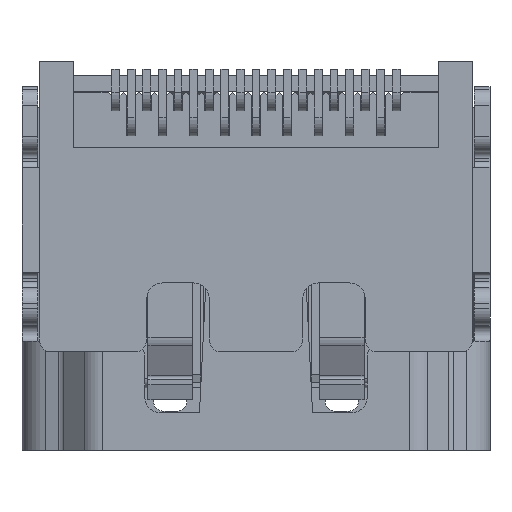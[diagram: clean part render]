
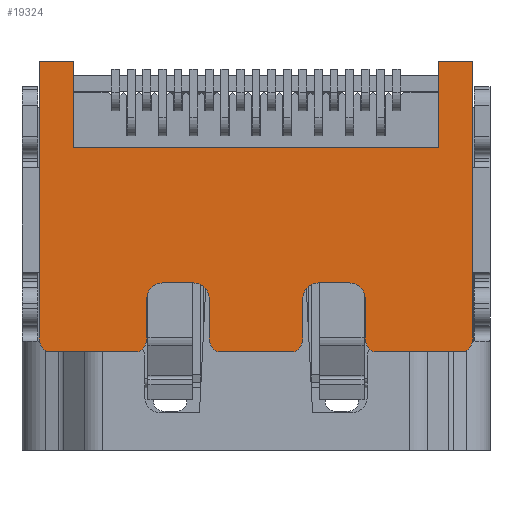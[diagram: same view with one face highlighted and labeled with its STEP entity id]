
A CAD part, front view. The second image highlights one B-rep face of the part: STEP entity #19324.
In plain terms, the highlighted planar face has unit normal (0, -1, 0).
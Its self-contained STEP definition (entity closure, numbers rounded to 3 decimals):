
#582=CIRCLE('',#20661,0.5);
#583=CIRCLE('',#20662,0.5);
#584=CIRCLE('',#20663,0.5);
#585=CIRCLE('',#20664,0.5);
#586=CIRCLE('',#20665,0.5);
#587=CIRCLE('',#20666,0.5);
#588=CIRCLE('',#20667,0.5);
#589=CIRCLE('',#20668,0.5);
#590=CIRCLE('',#20669,0.5);
#591=CIRCLE('',#20670,0.5);
#4001=ORIENTED_EDGE('',*,*,#8058,.F.);
#4002=ORIENTED_EDGE('',*,*,#8057,.T.);
#4003=ORIENTED_EDGE('',*,*,#8059,.T.);
#4004=ORIENTED_EDGE('',*,*,#8060,.F.);
#4005=ORIENTED_EDGE('',*,*,#8061,.F.);
#4006=ORIENTED_EDGE('',*,*,#8062,.F.);
#4007=ORIENTED_EDGE('',*,*,#8063,.F.);
#4008=ORIENTED_EDGE('',*,*,#8064,.T.);
#4009=ORIENTED_EDGE('',*,*,#8065,.F.);
#4010=ORIENTED_EDGE('',*,*,#8066,.T.);
#4011=ORIENTED_EDGE('',*,*,#8067,.F.);
#4012=ORIENTED_EDGE('',*,*,#8068,.F.);
#4013=ORIENTED_EDGE('',*,*,#8069,.F.);
#4014=ORIENTED_EDGE('',*,*,#8070,.F.);
#4015=ORIENTED_EDGE('',*,*,#8071,.F.);
#4016=ORIENTED_EDGE('',*,*,#8072,.T.);
#4017=ORIENTED_EDGE('',*,*,#8073,.F.);
#4018=ORIENTED_EDGE('',*,*,#8074,.T.);
#4019=ORIENTED_EDGE('',*,*,#8075,.F.);
#4020=ORIENTED_EDGE('',*,*,#8076,.F.);
#4021=ORIENTED_EDGE('',*,*,#8077,.F.);
#4022=ORIENTED_EDGE('',*,*,#8078,.F.);
#4023=ORIENTED_EDGE('',*,*,#8079,.F.);
#4024=ORIENTED_EDGE('',*,*,#8080,.T.);
#4025=ORIENTED_EDGE('',*,*,#8081,.T.);
#4026=ORIENTED_EDGE('',*,*,#8082,.T.);
#8057=EDGE_CURVE('',#10358,#10359,#12470,.T.);
#8058=EDGE_CURVE('',#10358,#10360,#12471,.T.);
#8059=EDGE_CURVE('',#10359,#10361,#12472,.T.);
#8060=EDGE_CURVE('',#10362,#10361,#582,.T.);
#8061=EDGE_CURVE('',#10363,#10362,#12473,.T.);
#8062=EDGE_CURVE('',#10364,#10363,#583,.T.);
#8063=EDGE_CURVE('',#10365,#10364,#12474,.T.);
#8064=EDGE_CURVE('',#10365,#10366,#584,.T.);
#8065=EDGE_CURVE('',#10367,#10366,#12475,.T.);
#8066=EDGE_CURVE('',#10367,#10368,#585,.T.);
#8067=EDGE_CURVE('',#10369,#10368,#12476,.T.);
#8068=EDGE_CURVE('',#10370,#10369,#586,.T.);
#8069=EDGE_CURVE('',#10371,#10370,#12477,.T.);
#8070=EDGE_CURVE('',#10372,#10371,#587,.T.);
#8071=EDGE_CURVE('',#10373,#10372,#12478,.T.);
#8072=EDGE_CURVE('',#10373,#10374,#588,.T.);
#8073=EDGE_CURVE('',#10375,#10374,#12479,.T.);
#8074=EDGE_CURVE('',#10375,#10376,#589,.T.);
#8075=EDGE_CURVE('',#10377,#10376,#12480,.T.);
#8076=EDGE_CURVE('',#10378,#10377,#590,.T.);
#8077=EDGE_CURVE('',#10379,#10378,#12481,.T.);
#8078=EDGE_CURVE('',#10380,#10379,#591,.T.);
#8079=EDGE_CURVE('',#10381,#10380,#12482,.T.);
#8080=EDGE_CURVE('',#10381,#10382,#12483,.T.);
#8081=EDGE_CURVE('',#10382,#10383,#12484,.T.);
#8082=EDGE_CURVE('',#10383,#10360,#12485,.T.);
#10358=VERTEX_POINT('',#29675);
#10359=VERTEX_POINT('',#29677);
#10360=VERTEX_POINT('',#29681);
#10361=VERTEX_POINT('',#29683);
#10362=VERTEX_POINT('',#29685);
#10363=VERTEX_POINT('',#29687);
#10364=VERTEX_POINT('',#29689);
#10365=VERTEX_POINT('',#29691);
#10366=VERTEX_POINT('',#29693);
#10367=VERTEX_POINT('',#29695);
#10368=VERTEX_POINT('',#29697);
#10369=VERTEX_POINT('',#29699);
#10370=VERTEX_POINT('',#29701);
#10371=VERTEX_POINT('',#29703);
#10372=VERTEX_POINT('',#29705);
#10373=VERTEX_POINT('',#29707);
#10374=VERTEX_POINT('',#29709);
#10375=VERTEX_POINT('',#29711);
#10376=VERTEX_POINT('',#29713);
#10377=VERTEX_POINT('',#29715);
#10378=VERTEX_POINT('',#29717);
#10379=VERTEX_POINT('',#29719);
#10380=VERTEX_POINT('',#29721);
#10381=VERTEX_POINT('',#29723);
#10382=VERTEX_POINT('',#29725);
#10383=VERTEX_POINT('',#29727);
#12470=LINE('',#29678,#14915);
#12471=LINE('',#29680,#14916);
#12472=LINE('',#29682,#14917);
#12473=LINE('',#29686,#14918);
#12474=LINE('',#29690,#14919);
#12475=LINE('',#29694,#14920);
#12476=LINE('',#29698,#14921);
#12477=LINE('',#29702,#14922);
#12478=LINE('',#29706,#14923);
#12479=LINE('',#29710,#14924);
#12480=LINE('',#29714,#14925);
#12481=LINE('',#29718,#14926);
#12482=LINE('',#29722,#14927);
#12483=LINE('',#29724,#14928);
#12484=LINE('',#29726,#14929);
#12485=LINE('',#29728,#14930);
#14915=VECTOR('',#24278,1000.);
#14916=VECTOR('',#24281,1000.);
#14917=VECTOR('',#24282,1000.);
#14918=VECTOR('',#24285,1000.);
#14919=VECTOR('',#24288,1000.);
#14920=VECTOR('',#24291,1000.);
#14921=VECTOR('',#24294,1000.);
#14922=VECTOR('',#24297,1000.);
#14923=VECTOR('',#24300,1000.);
#14924=VECTOR('',#24303,1000.);
#14925=VECTOR('',#24306,1000.);
#14926=VECTOR('',#24309,1000.);
#14927=VECTOR('',#24312,1000.);
#14928=VECTOR('',#24313,1000.);
#14929=VECTOR('',#24314,1000.);
#14930=VECTOR('',#24315,1000.);
#16610=EDGE_LOOP('',(#4001,#4002,#4003,#4004,#4005,#4006,#4007,#4008,#4009,
#4010,#4011,#4012,#4013,#4014,#4015,#4016,#4017,#4018,#4019,#4020,#4021,
#4022,#4023,#4024,#4025,#4026));
#17593=FACE_BOUND('',#16610,.T.);
#18390=PLANE('',#20660);
#19324=ADVANCED_FACE('',(#17593),#18390,.F.);
#20660=AXIS2_PLACEMENT_3D('',#29679,#24279,#24280);
#20661=AXIS2_PLACEMENT_3D('',#29684,#24283,#24284);
#20662=AXIS2_PLACEMENT_3D('',#29688,#24286,#24287);
#20663=AXIS2_PLACEMENT_3D('',#29692,#24289,#24290);
#20664=AXIS2_PLACEMENT_3D('',#29696,#24292,#24293);
#20665=AXIS2_PLACEMENT_3D('',#29700,#24295,#24296);
#20666=AXIS2_PLACEMENT_3D('',#29704,#24298,#24299);
#20667=AXIS2_PLACEMENT_3D('',#29708,#24301,#24302);
#20668=AXIS2_PLACEMENT_3D('',#29712,#24304,#24305);
#20669=AXIS2_PLACEMENT_3D('',#29716,#24307,#24308);
#20670=AXIS2_PLACEMENT_3D('',#29720,#24310,#24311);
#24278=DIRECTION('',(-1.,0.,0.));
#24279=DIRECTION('',(0.,1.,0.));
#24280=DIRECTION('',(0.,0.,1.));
#24281=DIRECTION('',(0.,0.,-1.));
#24282=DIRECTION('',(0.,0.,-1.));
#24283=DIRECTION('',(0.,1.,0.));
#24284=DIRECTION('',(1.,0.,0.));
#24285=DIRECTION('',(-1.,0.,0.));
#24286=DIRECTION('',(0.,1.,0.));
#24287=DIRECTION('',(1.,0.,0.));
#24288=DIRECTION('',(0.,0.,-1.));
#24289=DIRECTION('',(0.,1.,0.));
#24290=DIRECTION('',(1.,0.,0.));
#24291=DIRECTION('',(-1.,0.,0.));
#24292=DIRECTION('',(0.,1.,0.));
#24293=DIRECTION('',(1.,0.,0.));
#24294=DIRECTION('',(0.,0.,1.));
#24295=DIRECTION('',(0.,1.,0.));
#24296=DIRECTION('',(1.,0.,0.));
#24297=DIRECTION('',(-1.,0.,0.));
#24298=DIRECTION('',(0.,1.,0.));
#24299=DIRECTION('',(1.,0.,0.));
#24300=DIRECTION('',(0.,0.,-1.));
#24301=DIRECTION('',(0.,1.,0.));
#24302=DIRECTION('',(1.,0.,0.));
#24303=DIRECTION('',(-1.,0.,0.));
#24304=DIRECTION('',(0.,1.,0.));
#24305=DIRECTION('',(1.,0.,0.));
#24306=DIRECTION('',(0.,0.,1.));
#24307=DIRECTION('',(0.,1.,0.));
#24308=DIRECTION('',(1.,0.,0.));
#24309=DIRECTION('',(-1.,0.,0.));
#24310=DIRECTION('',(0.,1.,0.));
#24311=DIRECTION('',(1.,0.,0.));
#24312=DIRECTION('',(0.,0.,-1.));
#24313=DIRECTION('',(-1.,0.,0.));
#24314=DIRECTION('',(0.,0.,-1.));
#24315=DIRECTION('',(-1.,0.,0.));
#29675=CARTESIAN_POINT('',(-5.85,-2.8,5.3));
#29677=CARTESIAN_POINT('',(-6.95,-2.8,5.3));
#29678=CARTESIAN_POINT('',(10.,-2.8,5.3));
#29679=CARTESIAN_POINT('',(-6.95,-2.8,6.));
#29680=CARTESIAN_POINT('',(-5.85,-2.8,5.21));
#29681=CARTESIAN_POINT('',(-5.85,-2.8,2.55));
#29682=CARTESIAN_POINT('',(-6.95,-2.8,6.));
#29683=CARTESIAN_POINT('',(-6.95,-2.8,-3.55));
#29684=CARTESIAN_POINT('',(-6.45,-2.8,-3.55));
#29685=CARTESIAN_POINT('',(-6.668,-2.8,-4.));
#29686=CARTESIAN_POINT('',(10.,-2.8,-4.));
#29687=CARTESIAN_POINT('',(-3.782,-2.8,-4.));
#29688=CARTESIAN_POINT('',(-4.,-2.8,-3.55));
#29689=CARTESIAN_POINT('',(-3.5,-2.8,-3.55));
#29690=CARTESIAN_POINT('',(-3.5,-2.8,-2.29));
#29691=CARTESIAN_POINT('',(-3.5,-2.8,-2.29));
#29692=CARTESIAN_POINT('',(-3.,-2.8,-2.29));
#29693=CARTESIAN_POINT('',(-3.,-2.8,-1.79));
#29694=CARTESIAN_POINT('',(-2.,-2.8,-1.79));
#29695=CARTESIAN_POINT('',(-2.,-2.8,-1.79));
#29696=CARTESIAN_POINT('',(-2.,-2.8,-2.29));
#29697=CARTESIAN_POINT('',(-1.5,-2.8,-2.29));
#29698=CARTESIAN_POINT('',(-1.5,-2.8,-3.55));
#29699=CARTESIAN_POINT('',(-1.5,-2.8,-3.55));
#29700=CARTESIAN_POINT('',(-1.,-2.8,-3.55));
#29701=CARTESIAN_POINT('',(-1.218,-2.8,-4.));
#29702=CARTESIAN_POINT('',(10.,-2.8,-4.));
#29703=CARTESIAN_POINT('',(1.218,-2.8,-4.));
#29704=CARTESIAN_POINT('',(1.,-2.8,-3.55));
#29705=CARTESIAN_POINT('',(1.5,-2.8,-3.55));
#29706=CARTESIAN_POINT('',(1.5,-2.8,-2.29));
#29707=CARTESIAN_POINT('',(1.5,-2.8,-2.29));
#29708=CARTESIAN_POINT('',(2.,-2.8,-2.29));
#29709=CARTESIAN_POINT('',(2.,-2.8,-1.79));
#29710=CARTESIAN_POINT('',(3.,-2.8,-1.79));
#29711=CARTESIAN_POINT('',(3.,-2.8,-1.79));
#29712=CARTESIAN_POINT('',(3.,-2.8,-2.29));
#29713=CARTESIAN_POINT('',(3.5,-2.8,-2.29));
#29714=CARTESIAN_POINT('',(3.5,-2.8,-3.55));
#29715=CARTESIAN_POINT('',(3.5,-2.8,-3.55));
#29716=CARTESIAN_POINT('',(4.,-2.8,-3.55));
#29717=CARTESIAN_POINT('',(3.782,-2.8,-4.));
#29718=CARTESIAN_POINT('',(10.,-2.8,-4.));
#29719=CARTESIAN_POINT('',(6.668,-2.8,-4.));
#29720=CARTESIAN_POINT('',(6.45,-2.8,-3.55));
#29721=CARTESIAN_POINT('',(6.95,-2.8,-3.55));
#29722=CARTESIAN_POINT('',(6.95,-2.8,6.));
#29723=CARTESIAN_POINT('',(6.95,-2.8,5.3));
#29724=CARTESIAN_POINT('',(10.,-2.8,5.3));
#29725=CARTESIAN_POINT('',(5.85,-2.8,5.3));
#29726=CARTESIAN_POINT('',(5.85,-2.8,5.21));
#29727=CARTESIAN_POINT('',(5.85,-2.8,2.55));
#29728=CARTESIAN_POINT('',(5.85,-2.8,2.55));
